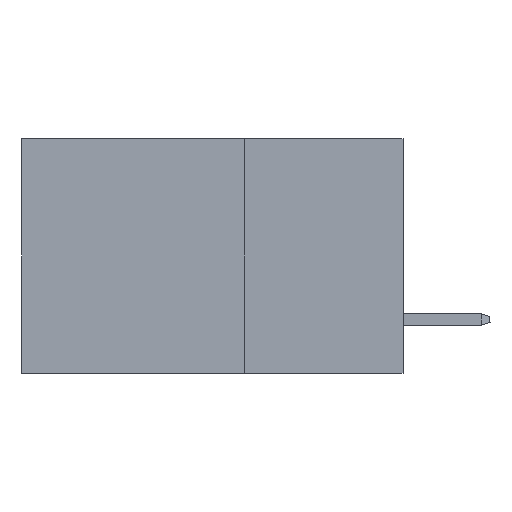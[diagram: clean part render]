
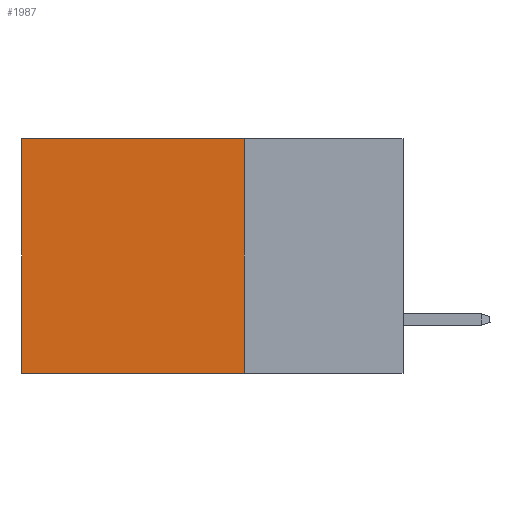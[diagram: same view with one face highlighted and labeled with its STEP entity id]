
A CAD part, left-side view. The second image highlights one B-rep face of the part: STEP entity #1987.
In plain terms, the highlighted planar face has unit normal (-1, 0, 0).
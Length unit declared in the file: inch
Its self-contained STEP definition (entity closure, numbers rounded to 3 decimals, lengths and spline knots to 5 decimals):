
#1139 = EDGE_CURVE ( 'NONE', #21177, #16349, #18693, .T. ) ;
#1415 = VERTEX_POINT ( 'NONE', #14076 ) ;
#1825 = DIRECTION ( 'NONE',  ( 0., 1., 0. ) ) ;
#1861 = DIRECTION ( 'NONE',  ( 0., 0., -1. ) ) ;
#1987 = ADVANCED_FACE ( 'NONE', ( #16316 ), #19443, .F. ) ;
#2040 = EDGE_CURVE ( 'NONE', #1415, #3680, #12987, .T. ) ;
#3680 = VERTEX_POINT ( 'NONE', #19878 ) ;
#3944 = ORIENTED_EDGE ( 'NONE', *, *, #3980, .F. ) ;
#3980 = EDGE_CURVE ( 'NONE', #16349, #3680, #12761, .T. ) ;
#5334 = CARTESIAN_POINT ( 'NONE',  ( 0.2875, 0.25, 0. ) ) ;
#5655 = AXIS2_PLACEMENT_3D ( 'NONE', #17704, #14693, #11298 ) ;
#8436 = LINE ( 'NONE', #5334, #8704 ) ;
#8551 = ORIENTED_EDGE ( 'NONE', *, *, #2040, .T. ) ;
#8704 = VECTOR ( 'NONE', #10048, 39.37008 ) ;
#9049 = VECTOR ( 'NONE', #1861, 39.37008 ) ;
#9792 = ORIENTED_EDGE ( 'NONE', *, *, #14614, .T. ) ;
#10048 = DIRECTION ( 'NONE',  ( 0., 1., 0. ) ) ;
#10548 = CARTESIAN_POINT ( 'NONE',  ( 0.2875, 0.25, 0. ) ) ;
#11298 = DIRECTION ( 'NONE',  ( 0., 0., -1. ) ) ;
#12761 = LINE ( 'NONE', #19322, #15240 ) ;
#12987 = LINE ( 'NONE', #14474, #15542 ) ;
#14076 = CARTESIAN_POINT ( 'NONE',  ( 0.2875, 0.6, 0. ) ) ;
#14474 = CARTESIAN_POINT ( 'NONE',  ( 0.2875, 0.6, 0. ) ) ;
#14614 = EDGE_CURVE ( 'NONE', #21177, #1415, #8436, .T. ) ;
#14693 = DIRECTION ( 'NONE',  ( 1., 0., 0. ) ) ;
#15240 = VECTOR ( 'NONE', #1825, 39.37008 ) ;
#15542 = VECTOR ( 'NONE', #16208, 39.37008 ) ;
#16208 = DIRECTION ( 'NONE',  ( 0., 0., -1. ) ) ;
#16316 = FACE_OUTER_BOUND ( 'NONE', #19411, .T. ) ;
#16349 = VERTEX_POINT ( 'NONE', #18519 ) ;
#16985 = CARTESIAN_POINT ( 'NONE',  ( 0.2875, 0.25, 0. ) ) ;
#17704 = CARTESIAN_POINT ( 'NONE',  ( 0.2875, 0.25, 0. ) ) ;
#18519 = CARTESIAN_POINT ( 'NONE',  ( 0.2875, 0.25, -0.37 ) ) ;
#18693 = LINE ( 'NONE', #10548, #9049 ) ;
#19322 = CARTESIAN_POINT ( 'NONE',  ( 0.2875, 0.25, -0.37 ) ) ;
#19411 = EDGE_LOOP ( 'NONE', ( #8551, #3944, #20760, #9792 ) ) ;
#19443 = PLANE ( 'NONE',  #5655 ) ;
#19878 = CARTESIAN_POINT ( 'NONE',  ( 0.2875, 0.6, -0.37 ) ) ;
#20760 = ORIENTED_EDGE ( 'NONE', *, *, #1139, .F. ) ;
#21177 = VERTEX_POINT ( 'NONE', #16985 ) ;
